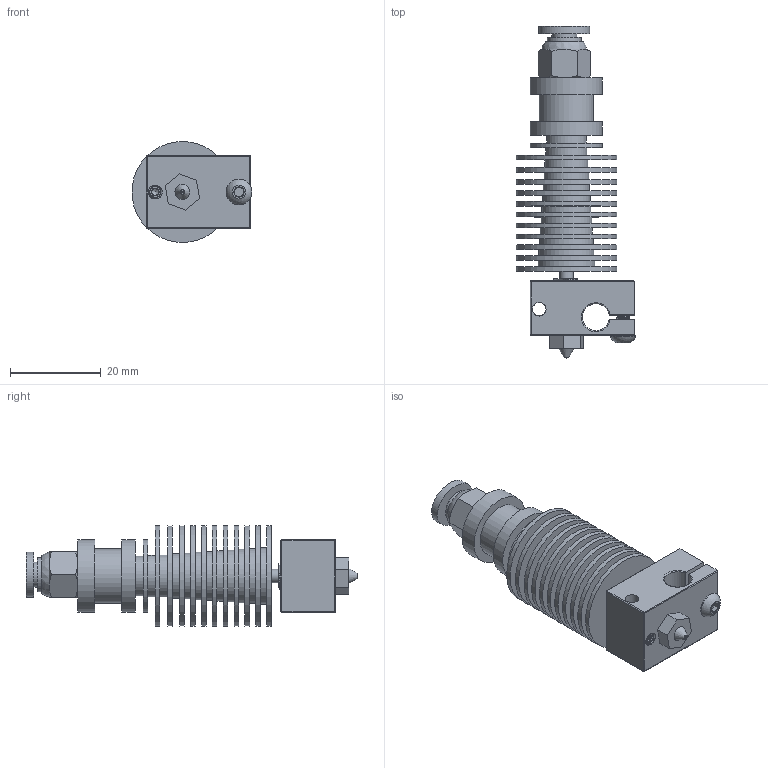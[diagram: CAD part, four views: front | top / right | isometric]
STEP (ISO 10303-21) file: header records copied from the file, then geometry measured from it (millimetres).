
FILE_DESCRIPTION(/* description */ (''),/* implementation_level */ '2;1');
FILE_NAME(/* name */ 'E3d V6.step',/* time_stamp */ '2024-03-31T15:31:52-04:00',/* author */ (''),/* organization */ (''),/* preprocessor_version */ 'ST-DEVELOPER v20',/* originating_system */ 'Autodesk Translation Framework v12.20.1.177',/* authorisation */ '');
FILE_SCHEMA (('AUTOMOTIVE_DESIGN { 1 0 10303 214 3 1 1 }'));
Length unit declared in the file: millimetre
Products named in the file (9): E3d V6 Block New v11; m3x10mm Hex Socket Cap v2; m3x10mm Hex Socket Cap; m3x3mm Set Screw v1; m3x3mm Set Screw; E3d V6 Barrel All Metal Break v2; Nozzle .4mm v2; E3d V6 Heat Sink v2; Push Fitting v1
Assembly tree (8 placements, depth 3):
  E3d V6 Block New v11
    m3x10mm Hex Socket Cap v2
      m3x10mm Hex Socket Cap
    m3x3mm Set Screw v1
      m3x3mm Set Screw
    E3d V6 Barrel All Metal Break v2
    Nozzle .4mm v2
    E3d V6 Heat Sink v2
    Push Fitting v1
Bounding box: 26.46 x 73.29 x 22.22 mm (x, y, z)
Volume: 12199.9 mm3; surface area: 15704.7 mm2
Topology: 8 solids, 8 shells, 456 faces, 1144 edges, 739 vertices
Faces by surface type: cylinder 296, plane 97, cone 28, bspline 28, sphere 5, torus 2
Full cylindrical faces by diameter (mm): 0.4 x1, 2 x2, 2.35 x24, 2.529 x14, 2.95 x1, 3 x22, 3.086 x10, 3.5 x1, 4 x2, 4.2 x2, 4.744 x2, 4.764 x3, 5 x1, 5.035 x7, 5.5 x1, 5.7 x1, 5.744 x4, 5.85 x1, 5.884 x5, 6.035 x9, 6.147 x6, 6.779 x2, 6.884 x5, 7.147 x2, 7.5 x1, 8.17 x2, 8.744 x2, 8.75 x1, 9.121 x1, 9.492 x1
Entity records: 30599 total; most frequent: CARTESIAN_POINT 20435, ORIENTED_EDGE 2286, DIRECTION 1666, EDGE_CURVE 1143, VERTEX_POINT 739, AXIS2_PLACEMENT_3D 653, B_SPLINE_CURVE_WITH_KNOTS 540, EDGE_LOOP 512
